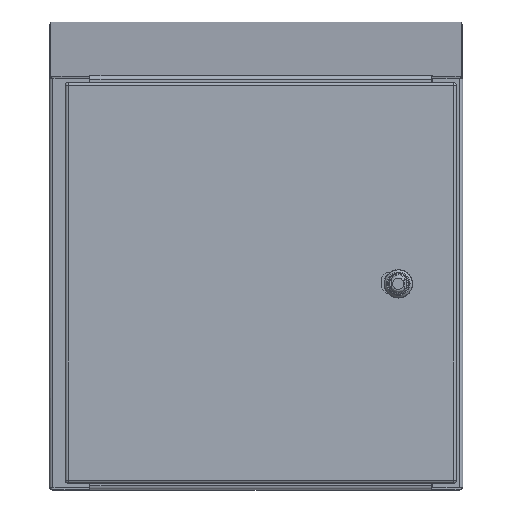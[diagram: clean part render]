
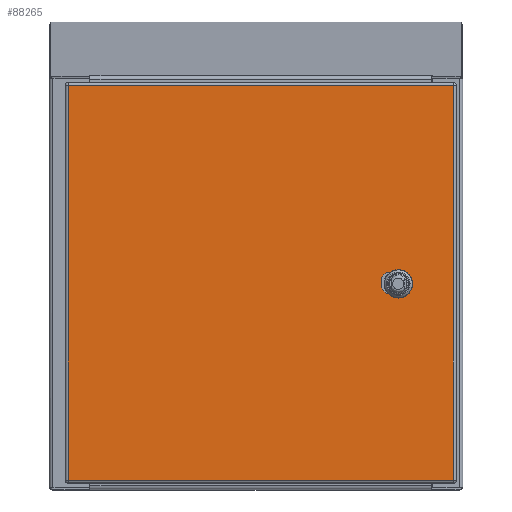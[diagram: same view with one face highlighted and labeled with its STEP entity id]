
A CAD part, top view. The second image highlights one B-rep face of the part: STEP entity #88265.
In plain terms, the highlighted planar face has unit normal (0, 0, 1).
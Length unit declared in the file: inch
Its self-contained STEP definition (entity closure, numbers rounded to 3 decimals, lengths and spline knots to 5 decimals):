
#1237 = DIRECTION ( 'NONE',  ( 0., 0., 1. ) ) ;
#4615 = CARTESIAN_POINT ( 'NONE',  ( 5.05142, -4.396, 5.084 ) ) ;
#5841 = EDGE_CURVE ( 'NONE', #62146, #49639, #193601, .T. ) ;
#7304 = CARTESIAN_POINT ( 'NONE',  ( 5.44858, -3.604, 5.084 ) ) ;
#7940 = EDGE_CURVE ( 'NONE', #16796, #62146, #149248, .T. ) ;
#11052 = EDGE_CURVE ( 'NONE', #169717, #74786, #15221, .T. ) ;
#13264 = CIRCLE ( 'NONE', #158021, 0.443 ) ;
#14637 = AXIS2_PLACEMENT_3D ( 'NONE', #34136, #145971, #177671 ) ;
#14796 = DIRECTION ( 'NONE',  ( 0., 0., 1. ) ) ;
#15221 = CIRCLE ( 'NONE', #112892, 0.443 ) ;
#16628 = DIRECTION ( 'NONE',  ( 0., 0., 1. ) ) ;
#16796 = VERTEX_POINT ( 'NONE', #97325 ) ;
#20083 = VERTEX_POINT ( 'NONE', #205382 ) ;
#20823 = CARTESIAN_POINT ( 'NONE',  ( 5.25, -4., 5.084 ) ) ;
#24207 = LINE ( 'NONE', #7304, #39422 ) ;
#24756 = LINE ( 'NONE', #58515, #187784 ) ;
#24771 = CIRCLE ( 'NONE', #14637, 0.443 ) ;
#25123 = ORIENTED_EDGE ( 'NONE', *, *, #115741, .T. ) ;
#25685 = ORIENTED_EDGE ( 'NONE', *, *, #36630, .F. ) ;
#27770 = VERTEX_POINT ( 'NONE', #127194 ) ;
#27990 = LINE ( 'NONE', #124944, #207100 ) ;
#30579 = CARTESIAN_POINT ( 'NONE',  ( 5.25, -4., 5.084 ) ) ;
#32066 = ORIENTED_EDGE ( 'NONE', *, *, #143266, .F. ) ;
#34136 = CARTESIAN_POINT ( 'NONE',  ( 5.25, -4., 5.084 ) ) ;
#34524 = DIRECTION ( 'NONE',  ( -1., 0., 0. ) ) ;
#34887 = LINE ( 'NONE', #37027, #158325 ) ;
#36630 = EDGE_CURVE ( 'NONE', #20083, #163497, #72184, .T. ) ;
#37027 = CARTESIAN_POINT ( 'NONE',  ( -7.38, 3.64, 5.084 ) ) ;
#39422 = VECTOR ( 'NONE', #119100, 39.37008 ) ;
#40577 = DIRECTION ( 'NONE',  ( 1., 0., 0. ) ) ;
#42860 = CARTESIAN_POINT ( 'NONE',  ( 5.44858, -3.604, 5.084 ) ) ;
#44883 = DIRECTION ( 'NONE',  ( 0., 1., 0. ) ) ;
#47831 = DIRECTION ( 'NONE',  ( -1., 0., 0. ) ) ;
#49117 = EDGE_CURVE ( 'NONE', #163497, #16796, #13264, .T. ) ;
#49639 = VERTEX_POINT ( 'NONE', #42860 ) ;
#50456 = VECTOR ( 'NONE', #44883, 39.37008 ) ;
#58515 = CARTESIAN_POINT ( 'NONE',  ( 7.75, -11.64, 5.084 ) ) ;
#62146 = VERTEX_POINT ( 'NONE', #165194 ) ;
#67730 = CARTESIAN_POINT ( 'NONE',  ( 0.185, -4., 5.084 ) ) ;
#68493 = ORIENTED_EDGE ( 'NONE', *, *, #7940, .F. ) ;
#69140 = CARTESIAN_POINT ( 'NONE',  ( 5.646, -4.19858, 5.084 ) ) ;
#69481 = EDGE_CURVE ( 'NONE', #120116, #100638, #92413, .T. ) ;
#72184 = LINE ( 'NONE', #4615, #113926 ) ;
#74013 = ORIENTED_EDGE ( 'NONE', *, *, #85909, .T. ) ;
#74786 = VERTEX_POINT ( 'NONE', #138286 ) ;
#85652 = CARTESIAN_POINT ( 'NONE',  ( 5.05142, -3.604, 5.084 ) ) ;
#85909 = EDGE_CURVE ( 'NONE', #171961, #108296, #27990, .T. ) ;
#87914 = ORIENTED_EDGE ( 'NONE', *, *, #5841, .F. ) ;
#88265 = ADVANCED_FACE ( 'NONE', ( #145777, #181722 ), #115164, .T. ) ;
#92413 = LINE ( 'NONE', #202220, #50456 ) ;
#92754 = CARTESIAN_POINT ( 'NONE',  ( -7.27, -11.64, 5.084 ) ) ;
#95504 = ORIENTED_EDGE ( 'NONE', *, *, #147494, .T. ) ;
#97325 = CARTESIAN_POINT ( 'NONE',  ( 5.646, -4.19858, 5.084 ) ) ;
#100638 = VERTEX_POINT ( 'NONE', #103501 ) ;
#102111 = EDGE_LOOP ( 'NONE', ( #119107, #32066, #87914, #68493, #163916, #25685, #166197, #189100 ) ) ;
#103501 = CARTESIAN_POINT ( 'NONE',  ( 7.64, 3.64, 5.084 ) ) ;
#103916 = DIRECTION ( 'NONE',  ( 0., 1., 0. ) ) ;
#108296 = VERTEX_POINT ( 'NONE', #92754 ) ;
#112892 = AXIS2_PLACEMENT_3D ( 'NONE', #114227, #174402, #47831 ) ;
#113836 = AXIS2_PLACEMENT_3D ( 'NONE', #67730, #1237, #146835 ) ;
#113926 = VECTOR ( 'NONE', #136423, 39.37008 ) ;
#114227 = CARTESIAN_POINT ( 'NONE',  ( 5.25, -4., 5.084 ) ) ;
#115164 = PLANE ( 'NONE',  #113836 ) ;
#115741 = EDGE_CURVE ( 'NONE', #100638, #171961, #34887, .T. ) ;
#115762 = LINE ( 'NONE', #153394, #133148 ) ;
#119100 = DIRECTION ( 'NONE',  ( -1., 0., 0. ) ) ;
#119107 = ORIENTED_EDGE ( 'NONE', *, *, #11052, .F. ) ;
#120116 = VERTEX_POINT ( 'NONE', #123729 ) ;
#122789 = AXIS2_PLACEMENT_3D ( 'NONE', #20823, #16628, #34524 ) ;
#123729 = CARTESIAN_POINT ( 'NONE',  ( 7.64, -11.64, 5.084 ) ) ;
#124944 = CARTESIAN_POINT ( 'NONE',  ( -7.27, -11.75, 5.084 ) ) ;
#127194 = CARTESIAN_POINT ( 'NONE',  ( 4.854, -4.19858, 5.084 ) ) ;
#129346 = EDGE_CURVE ( 'NONE', #27770, #20083, #24771, .T. ) ;
#133071 = CARTESIAN_POINT ( 'NONE',  ( -7.27, 3.64, 5.084 ) ) ;
#133148 = VECTOR ( 'NONE', #203072, 39.37008 ) ;
#135043 = DIRECTION ( 'NONE',  ( -1., 0., 0. ) ) ;
#136423 = DIRECTION ( 'NONE',  ( 1., 0., 0. ) ) ;
#138286 = CARTESIAN_POINT ( 'NONE',  ( 4.854, -3.80142, 5.084 ) ) ;
#141392 = DIRECTION ( 'NONE',  ( -1., 0., 0. ) ) ;
#143266 = EDGE_CURVE ( 'NONE', #49639, #169717, #24207, .T. ) ;
#145777 = FACE_OUTER_BOUND ( 'NONE', #151138, .T. ) ;
#145971 = DIRECTION ( 'NONE',  ( 0., 0., 1. ) ) ;
#146835 = DIRECTION ( 'NONE',  ( -1., 0., 0. ) ) ;
#147494 = EDGE_CURVE ( 'NONE', #108296, #120116, #24756, .T. ) ;
#149248 = LINE ( 'NONE', #69140, #201050 ) ;
#151138 = EDGE_LOOP ( 'NONE', ( #169784, #25123, #74013, #95504 ) ) ;
#153394 = CARTESIAN_POINT ( 'NONE',  ( 4.854, -3.80142, 5.084 ) ) ;
#158021 = AXIS2_PLACEMENT_3D ( 'NONE', #30579, #14796, #141392 ) ;
#158325 = VECTOR ( 'NONE', #135043, 39.37008 ) ;
#163497 = VERTEX_POINT ( 'NONE', #197925 ) ;
#163916 = ORIENTED_EDGE ( 'NONE', *, *, #49117, .F. ) ;
#165194 = CARTESIAN_POINT ( 'NONE',  ( 5.646, -3.80142, 5.084 ) ) ;
#166197 = ORIENTED_EDGE ( 'NONE', *, *, #129346, .F. ) ;
#169717 = VERTEX_POINT ( 'NONE', #85652 ) ;
#169784 = ORIENTED_EDGE ( 'NONE', *, *, #69481, .T. ) ;
#171961 = VERTEX_POINT ( 'NONE', #133071 ) ;
#174402 = DIRECTION ( 'NONE',  ( 0., 0., 1. ) ) ;
#177671 = DIRECTION ( 'NONE',  ( -1., 0., 0. ) ) ;
#181722 = FACE_BOUND ( 'NONE', #102111, .T. ) ;
#187784 = VECTOR ( 'NONE', #40577, 39.37008 ) ;
#189100 = ORIENTED_EDGE ( 'NONE', *, *, #196763, .F. ) ;
#190427 = DIRECTION ( 'NONE',  ( 0., -1., 0. ) ) ;
#193601 = CIRCLE ( 'NONE', #122789, 0.443 ) ;
#196763 = EDGE_CURVE ( 'NONE', #74786, #27770, #115762, .T. ) ;
#197925 = CARTESIAN_POINT ( 'NONE',  ( 5.44858, -4.396, 5.084 ) ) ;
#201050 = VECTOR ( 'NONE', #103916, 39.37008 ) ;
#202220 = CARTESIAN_POINT ( 'NONE',  ( 7.64, 3.75, 5.084 ) ) ;
#203072 = DIRECTION ( 'NONE',  ( 0., -1., 0. ) ) ;
#205382 = CARTESIAN_POINT ( 'NONE',  ( 5.05142, -4.396, 5.084 ) ) ;
#207100 = VECTOR ( 'NONE', #190427, 39.37008 ) ;
